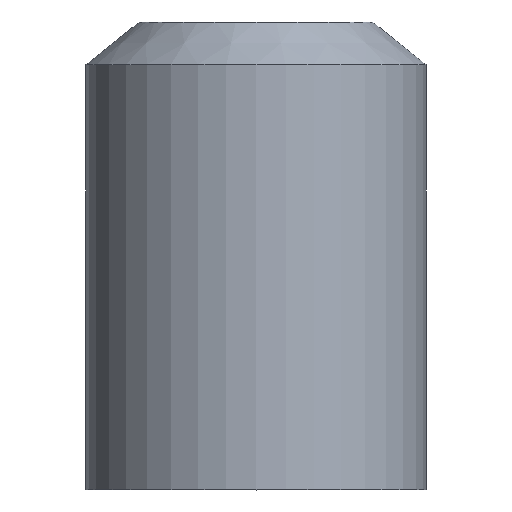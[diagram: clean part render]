
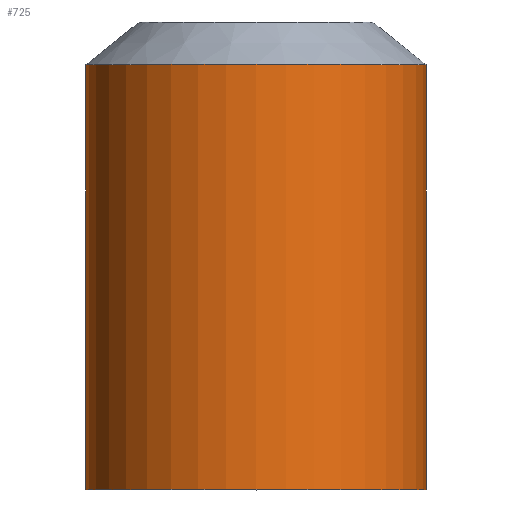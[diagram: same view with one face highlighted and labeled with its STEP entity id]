
A CAD part, top view. The second image highlights one B-rep face of the part: STEP entity #725.
In plain terms, the highlighted cylindrical face has radius 24 mm (diameter 48 mm), a full revolution.
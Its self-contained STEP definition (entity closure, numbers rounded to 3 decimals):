
#36=LINE('',#1135,#98);
#98=VECTOR('',#890,24.);
#160=CYLINDRICAL_SURFACE('',#789,24.);
#174=FACE_OUTER_BOUND('',#221,.T.);
#221=EDGE_LOOP('',(#491,#492,#493,#494));
#268=CIRCLE('',#787,24.);
#270=CIRCLE('',#790,24.);
#314=VERTEX_POINT('',#1128);
#316=VERTEX_POINT('',#1133);
#381=EDGE_CURVE('',#314,#314,#268,.T.);
#383=EDGE_CURVE('',#316,#316,#270,.T.);
#384=EDGE_CURVE('',#316,#314,#36,.T.);
#491=ORIENTED_EDGE('',*,*,#383,.F.);
#492=ORIENTED_EDGE('',*,*,#384,.T.);
#493=ORIENTED_EDGE('',*,*,#381,.T.);
#494=ORIENTED_EDGE('',*,*,#384,.F.);
#725=ADVANCED_FACE('',(#174),#160,.T.);
#787=AXIS2_PLACEMENT_3D('',#1129,#882,#883);
#789=AXIS2_PLACEMENT_3D('',#1132,#886,#887);
#790=AXIS2_PLACEMENT_3D('',#1134,#888,#889);
#882=DIRECTION('center_axis',(0.,1.,0.));
#883=DIRECTION('ref_axis',(1.,0.,0.));
#886=DIRECTION('center_axis',(0.,1.,0.));
#887=DIRECTION('ref_axis',(-1.,0.,0.));
#888=DIRECTION('center_axis',(0.,1.,0.));
#889=DIRECTION('ref_axis',(1.,0.,0.));
#890=DIRECTION('',(0.,-1.,0.));
#1128=CARTESIAN_POINT('',(24.,0.,0.));
#1129=CARTESIAN_POINT('Origin',(0.,0.,0.));
#1132=CARTESIAN_POINT('Origin',(0.,30.,0.));
#1133=CARTESIAN_POINT('',(24.,60.,0.));
#1134=CARTESIAN_POINT('Origin',(0.,60.,0.));
#1135=CARTESIAN_POINT('',(24.,30.,0.));
